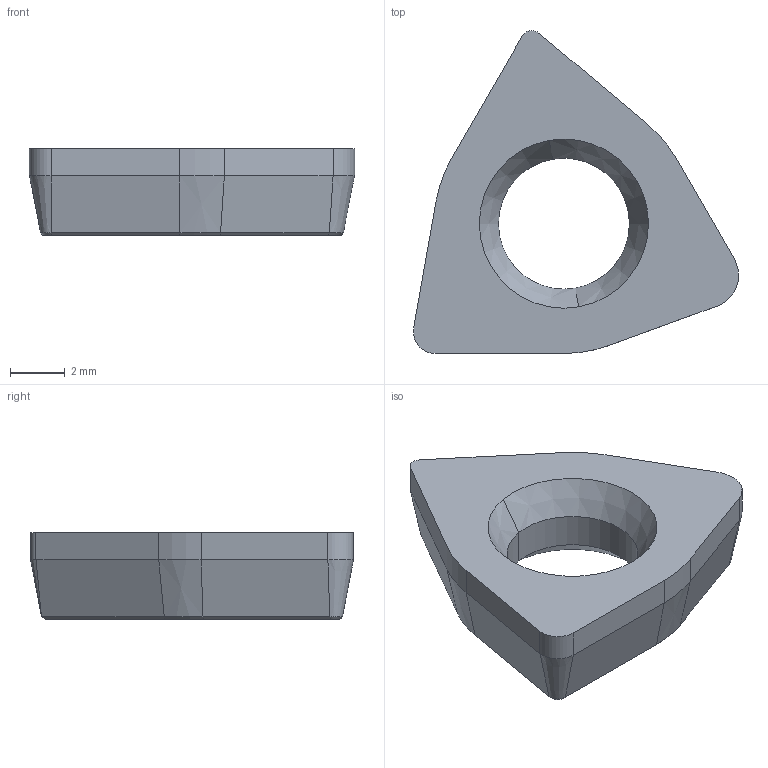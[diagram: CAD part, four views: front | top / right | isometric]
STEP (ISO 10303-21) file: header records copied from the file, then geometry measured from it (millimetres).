
FILE_DESCRIPTION(/* description */ (''),/* implementation_level */ '2;1');
FILE_NAME(/* name */ 'LLSWP32.stp',/* time_stamp */ '2022-02-03T10:33:03+09:00',/* author */ (''),/* organization */ (''),/* preprocessor_version */ 'ST-DEVELOPER v16',/* originating_system */ 'SIEMENS PLM Software NX 10.0',/* authorisation */ '');
FILE_SCHEMA (('AUTOMOTIVE_DESIGN { 1 0 10303 214 3 1 1 1 }'));
Length unit declared in the file: millimetre
Products named in the file (1): LLSWP32
Bounding box: 11.92 x 11.84 x 3.18 mm (x, y, z)
Volume: 207.4 mm3; surface area: 285.4 mm2
Topology: 1 solids, 1 shells, 43 faces, 97 edges, 56 vertices
Faces by surface type: plane 20, cone 15, cylinder 8
Entity records: 1220 total; most frequent: DIRECTION 218, CARTESIAN_POINT 198, ORIENTED_EDGE 192, EDGE_CURVE 96, AXIS2_PLACEMENT_3D 76, LINE 66, VECTOR 66, VERTEX_POINT 55
